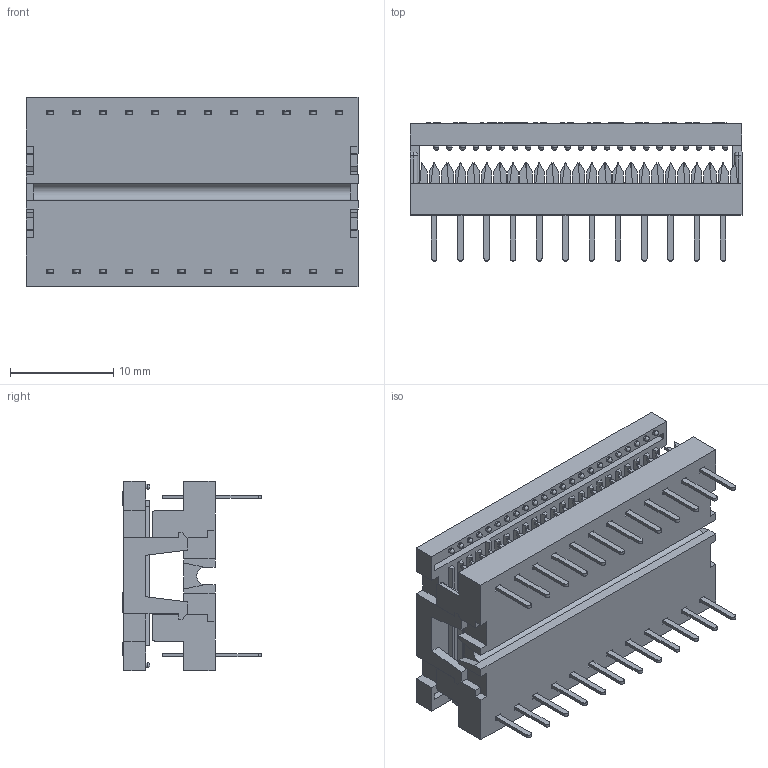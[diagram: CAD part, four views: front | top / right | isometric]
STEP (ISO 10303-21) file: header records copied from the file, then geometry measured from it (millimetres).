
FILE_DESCRIPTION(/* description */ (''),/* implementation_level */ '2;1');
FILE_NAME(/* name */ 'CWR-130-24 3D Model.stp',/* time_stamp */ '2023-12-11T13:39:00-05:00',/* author */ ('dwiltbank'),/* organization */ (''),/* preprocessor_version */ 'ST-DEVELOPER v19.2',/* originating_system */ 'Autodesk Inventor 2024',/* authorisation */ '');
FILE_SCHEMA (('AUTOMOTIVE_DESIGN { 1 0 10303 214 3 1 1 }'));
Products named in the file (1): CWR-130-24_Simplify
Bounding box: 32.11 x 13.36 x 18.29 mm (x, y, z)
Volume: 2926.4 mm3; surface area: 4400.2 mm2
Topology: 1 solids, 1 shells, 1756 faces, 5134 edges, 3416 vertices
Faces by surface type: plane 1261, bspline 272, cylinder 173, sphere 50
Full cylindrical faces by diameter (mm): 0.508 x46
Entity records: 60801 total; most frequent: CARTESIAN_POINT 13769, ORIENTED_EDGE 10176, DIRECTION 7954, EDGE_CURVE 5088, LINE 4104, VECTOR 4104, VERTEX_POINT 3416, EDGE_LOOP 1964
